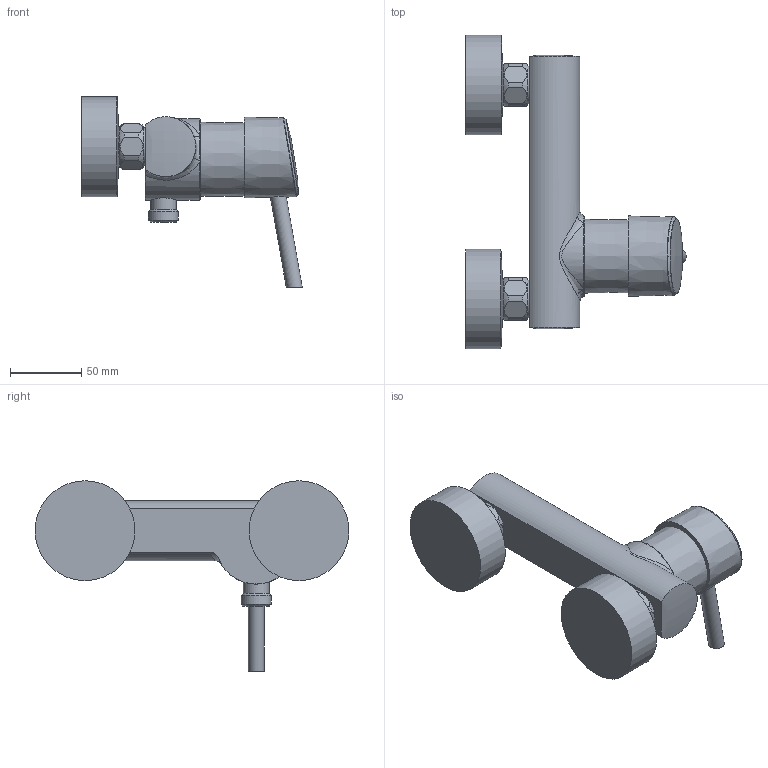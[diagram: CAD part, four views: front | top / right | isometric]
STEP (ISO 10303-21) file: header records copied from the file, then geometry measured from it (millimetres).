
FILE_DESCRIPTION(/* description */ ('Unknown'),/* implementation_level */ '2;1');
FILE_NAME(/* name */ '32210001',/* time_stamp */ '2022-09-09T12:22:15+02:00',/* author */ ('Unknown'),/* organization */ ('GROHE AG'),/* preprocessor_version */ 'ST-DEVELOPER v16.7',/* originating_system */ 'DEX',/* authorisation */ $);
FILE_SCHEMA (('AUTOMOTIVE_DESIGN {1 0 10303 214 3 1 1}'));
Length unit declared in the file: millimetre
Products named in the file (3): 32210001; id11; 1
Assembly tree (2 placements, depth 2):
  32210001
    id11
    1
Bounding box: 154.59 x 220 x 133.52 mm (x, y, z)
Surface area: 82924.2 mm2 (no closed solid volume)
Topology: 0 solids, 9 shells, 78 faces, 265 edges, 199 vertices
Faces by surface type: cylinder 24, plane 21, bspline 19, torus 6, cone 5, sphere 3
Full cylindrical faces by diameter (mm): 11 x1, 18 x1, 18.5 x1, 20.96 x1, 26.421 x2, 70 x2
Entity records: 6742 total; most frequent: CARTESIAN_POINT 4487, ORIENTED_EDGE 460, DIRECTION 299, EDGE_CURVE 237, VERTEX_POINT 189, AXIS2_PLACEMENT_3D 135, B_SPLINE_CURVE_WITH_KNOTS 129, EDGE_LOOP 104
